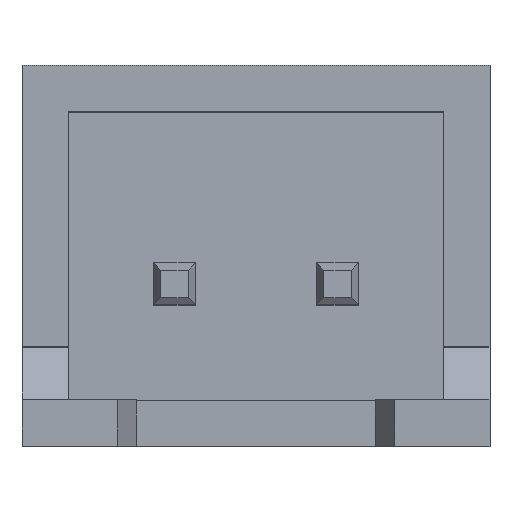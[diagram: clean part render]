
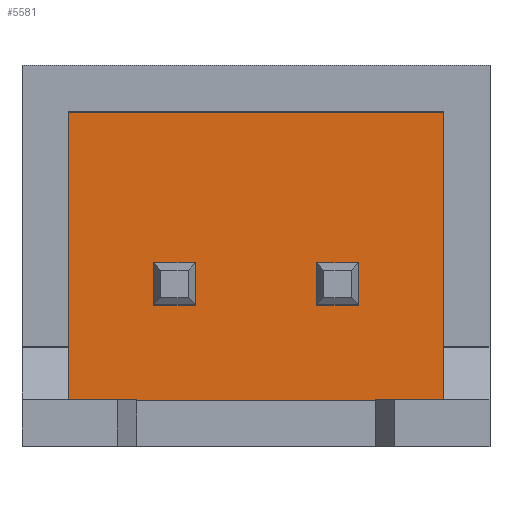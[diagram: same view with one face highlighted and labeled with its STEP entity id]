
A CAD part, top view. The second image highlights one B-rep face of the part: STEP entity #5581.
In plain terms, the highlighted planar face has unit normal (0, 0, 1).
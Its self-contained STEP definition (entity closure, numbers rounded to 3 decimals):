
#553=ORIENTED_EDGE('',*,*,#1568,.F.);
#554=ORIENTED_EDGE('',*,*,#1592,.F.);
#555=ORIENTED_EDGE('',*,*,#1576,.F.);
#556=ORIENTED_EDGE('',*,*,#1597,.F.);
#557=ORIENTED_EDGE('',*,*,#1638,.F.);
#558=ORIENTED_EDGE('',*,*,#1636,.F.);
#559=ORIENTED_EDGE('',*,*,#1634,.F.);
#560=ORIENTED_EDGE('',*,*,#1632,.F.);
#561=ORIENTED_EDGE('',*,*,#1630,.F.);
#562=ORIENTED_EDGE('',*,*,#1628,.F.);
#563=ORIENTED_EDGE('',*,*,#1626,.F.);
#564=ORIENTED_EDGE('',*,*,#1624,.F.);
#1568=EDGE_CURVE('',#2134,#2135,#2526,.T.);
#1576=EDGE_CURVE('',#2142,#2143,#2534,.T.);
#1592=EDGE_CURVE('',#2143,#2134,#2550,.T.);
#1597=EDGE_CURVE('',#2135,#2142,#2555,.T.);
#1624=EDGE_CURVE('',#2171,#2172,#2582,.T.);
#1626=EDGE_CURVE('',#2172,#2173,#2584,.T.);
#1628=EDGE_CURVE('',#2173,#2174,#2586,.T.);
#1630=EDGE_CURVE('',#2174,#2171,#2588,.T.);
#1632=EDGE_CURVE('',#2175,#2176,#2590,.T.);
#1634=EDGE_CURVE('',#2176,#2177,#2592,.T.);
#1636=EDGE_CURVE('',#2177,#2178,#2594,.T.);
#1638=EDGE_CURVE('',#2178,#2175,#2596,.T.);
#2134=VERTEX_POINT('',#6888);
#2135=VERTEX_POINT('',#6890);
#2142=VERTEX_POINT('',#6905);
#2143=VERTEX_POINT('',#6907);
#2171=VERTEX_POINT('',#6998);
#2172=VERTEX_POINT('',#7000);
#2173=VERTEX_POINT('',#7004);
#2174=VERTEX_POINT('',#7008);
#2175=VERTEX_POINT('',#7014);
#2176=VERTEX_POINT('',#7016);
#2177=VERTEX_POINT('',#7020);
#2178=VERTEX_POINT('',#7024);
#2526=LINE('',#6889,#2840);
#2534=LINE('',#6906,#2848);
#2550=LINE('',#6935,#2864);
#2555=LINE('',#6943,#2869);
#2582=LINE('',#6999,#2896);
#2584=LINE('',#7003,#2898);
#2586=LINE('',#7007,#2900);
#2588=LINE('',#7011,#2902);
#2590=LINE('',#7015,#2904);
#2592=LINE('',#7019,#2906);
#2594=LINE('',#7023,#2908);
#2596=LINE('',#7027,#2910);
#2840=VECTOR('',#6116,1000.);
#2848=VECTOR('',#6126,1000.);
#2864=VECTOR('',#6148,1000.);
#2869=VECTOR('',#6155,1000.);
#2896=VECTOR('',#6206,1000.);
#2898=VECTOR('',#6210,1000.);
#2900=VECTOR('',#6214,1000.);
#2902=VECTOR('',#6218,1000.);
#2904=VECTOR('',#6222,1000.);
#2906=VECTOR('',#6226,1000.);
#2908=VECTOR('',#6230,1000.);
#2910=VECTOR('',#6234,1000.);
#3123=EDGE_LOOP('',(#553,#554,#555,#556));
#3124=EDGE_LOOP('',(#557,#558,#559,#560));
#3125=EDGE_LOOP('',(#561,#562,#563,#564));
#3387=FACE_BOUND('',#3123,.T.);
#3388=FACE_BOUND('',#3124,.T.);
#3389=FACE_BOUND('',#3125,.T.);
#3651=PLANE('',#5852);
#5581=ADVANCED_FACE('',(#3387,#3388,#3389),#3651,.F.);
#5852=AXIS2_PLACEMENT_3D('',#7028,#6235,#6236);
#6116=DIRECTION('',(0.,1.,0.));
#6126=DIRECTION('',(0.,-1.,0.));
#6148=DIRECTION('',(-1.,0.,0.));
#6155=DIRECTION('',(1.,0.,0.));
#6206=DIRECTION('',(0.,1.,0.));
#6210=DIRECTION('',(-1.,0.,0.));
#6214=DIRECTION('',(0.,-1.,0.));
#6218=DIRECTION('',(1.,0.,0.));
#6222=DIRECTION('',(1.,0.,0.));
#6226=DIRECTION('',(0.,1.,0.));
#6230=DIRECTION('',(-1.,0.,0.));
#6234=DIRECTION('',(0.,-1.,0.));
#6235=DIRECTION('',(0.,0.,-1.));
#6236=DIRECTION('',(-1.,0.,0.));
#6888=CARTESIAN_POINT('',(-2.876,-1.778,0.711));
#6889=CARTESIAN_POINT('',(-2.876,-1.778,0.711));
#6890=CARTESIAN_POINT('',(-2.876,2.642,0.711));
#6905=CARTESIAN_POINT('',(2.876,2.642,0.711));
#6906=CARTESIAN_POINT('',(2.876,2.642,0.711));
#6907=CARTESIAN_POINT('',(2.876,-1.778,0.711));
#6935=CARTESIAN_POINT('',(2.876,-1.778,0.711));
#6943=CARTESIAN_POINT('',(-2.876,2.642,0.711));
#6998=CARTESIAN_POINT('',(1.57,-0.32,0.711));
#6999=CARTESIAN_POINT('',(1.57,0.32,0.711));
#7000=CARTESIAN_POINT('',(1.57,0.32,0.711));
#7003=CARTESIAN_POINT('',(0.93,0.32,0.711));
#7004=CARTESIAN_POINT('',(0.93,0.32,0.711));
#7007=CARTESIAN_POINT('',(0.93,-0.32,0.711));
#7008=CARTESIAN_POINT('',(0.93,-0.32,0.711));
#7011=CARTESIAN_POINT('',(1.57,-0.32,0.711));
#7014=CARTESIAN_POINT('',(-1.57,-0.32,0.711));
#7015=CARTESIAN_POINT('',(-0.93,-0.32,0.711));
#7016=CARTESIAN_POINT('',(-0.93,-0.32,0.711));
#7019=CARTESIAN_POINT('',(-0.93,0.32,0.711));
#7020=CARTESIAN_POINT('',(-0.93,0.32,0.711));
#7023=CARTESIAN_POINT('',(-1.57,0.32,0.711));
#7024=CARTESIAN_POINT('',(-1.57,0.32,0.711));
#7027=CARTESIAN_POINT('',(-1.57,-0.32,0.711));
#7028=CARTESIAN_POINT('',(0.,0.,0.711));
